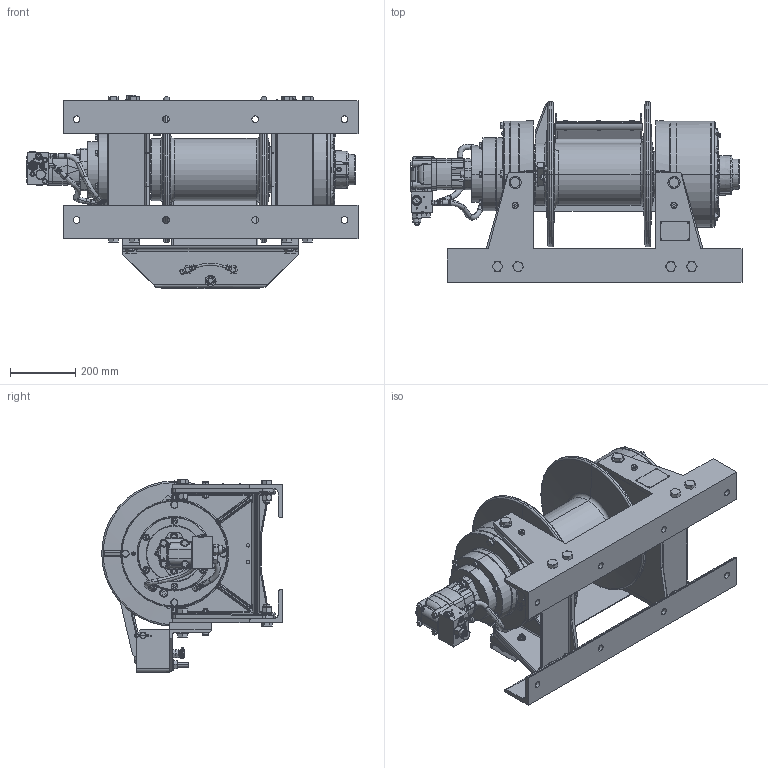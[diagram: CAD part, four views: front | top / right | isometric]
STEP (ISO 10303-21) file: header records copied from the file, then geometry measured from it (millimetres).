
FILE_DESCRIPTION((''),'2;1');
FILE_NAME('TWG-TEMP','2020-10-19T02:39:50',('Administrator'),(''),'CREO PARAMETRIC BY PTC INC, 2019292','CREO PARAMETRIC BY PTC INC, 2019292','');
FILE_SCHEMA(('AUTOMOTIVE_DESIGN { 1 0 10303 214 1 1 1 1 }'));
Products named in the file (1): TWG-TEMP
Bounding box: 1015.2 x 552.45 x 590.35 mm (x, y, z)
Volume: 79876 mm3; surface area: 4188193.5 mm2
Topology: 2 solids, 314 shells, 3185 faces, 10439 edges, 7375 vertices
Faces by surface type: plane 1238, cylinder 755, torus 492, cone 444, bspline 208, sphere 48
Entity records: 161170 total; most frequent: CARTESIAN_POINT 54037, ORIENTED_EDGE 16665, DIRECTION 15984, EDGE_CURVE 10337, VERTEX_POINT 7375, AXIS2_PLACEMENT_3D 5790, VECTOR 4401, LINE 4401
